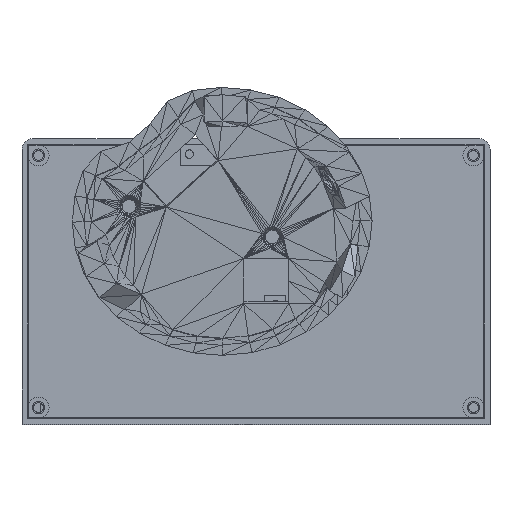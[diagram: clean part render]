
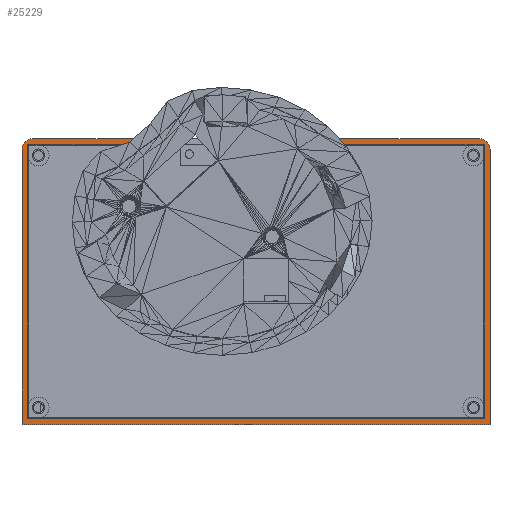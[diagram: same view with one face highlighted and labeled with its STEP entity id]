
A CAD part, top view. The second image highlights one B-rep face of the part: STEP entity #25229.
In plain terms, the highlighted planar face has unit normal (0, 0, 1).
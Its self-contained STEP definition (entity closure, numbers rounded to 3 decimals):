
#300=CIRCLE('',#27022,3.);
#301=CIRCLE('',#27023,3.);
#1912=FACE_OUTER_BOUND('',#3636,.T.);
#3636=EDGE_LOOP('',(#20762,#20763,#20764,#20765,#20766,#20767,#20768,#20769,
#20770,#20771,#20772,#20773,#20774,#20775,#20776));
#6291=LINE('',#39422,#9422);
#6483=LINE('',#40121,#9614);
#6525=LINE('',#40225,#9656);
#6532=LINE('',#40239,#9663);
#6535=LINE('',#40245,#9666);
#6539=LINE('',#40252,#9670);
#6542=LINE('',#40264,#9673);
#6543=LINE('',#40266,#9674);
#6544=LINE('',#40269,#9675);
#6545=LINE('',#40270,#9676);
#6546=LINE('',#40272,#9677);
#6547=LINE('',#40274,#9678);
#6548=LINE('',#40275,#9679);
#9422=VECTOR('',#32387,10.);
#9614=VECTOR('',#32873,10.);
#9656=VECTOR('',#32963,10.);
#9663=VECTOR('',#32972,10.);
#9666=VECTOR('',#32979,10.);
#9670=VECTOR('',#32983,10.);
#9673=VECTOR('',#32994,10.);
#9674=VECTOR('',#32995,10.);
#9675=VECTOR('',#32998,10.);
#9676=VECTOR('',#32999,10.);
#9677=VECTOR('',#33000,10.);
#9678=VECTOR('',#33001,10.);
#9679=VECTOR('',#33002,10.);
#11314=VERTEX_POINT('',#39419);
#11315=VERTEX_POINT('',#39421);
#11469=VERTEX_POINT('',#40118);
#11470=VERTEX_POINT('',#40120);
#11499=VERTEX_POINT('',#40221);
#11501=VERTEX_POINT('',#40224);
#11504=VERTEX_POINT('',#40231);
#11507=VERTEX_POINT('',#40237);
#11508=VERTEX_POINT('',#40244);
#11511=VERTEX_POINT('',#40250);
#11516=VERTEX_POINT('',#40262);
#11517=VERTEX_POINT('',#40265);
#11518=VERTEX_POINT('',#40268);
#11519=VERTEX_POINT('',#40271);
#11520=VERTEX_POINT('',#40273);
#14338=EDGE_CURVE('',#11315,#11314,#6291,.T.);
#14618=EDGE_CURVE('',#11470,#11469,#6483,.T.);
#14666=EDGE_CURVE('',#11501,#11499,#6525,.T.);
#14673=EDGE_CURVE('',#11504,#11507,#6532,.T.);
#14676=EDGE_CURVE('',#11508,#11501,#6535,.T.);
#14680=EDGE_CURVE('',#11507,#11511,#6539,.T.);
#14685=EDGE_CURVE('',#11516,#11511,#300,.T.);
#14686=EDGE_CURVE('',#11516,#11315,#6542,.T.);
#14687=EDGE_CURVE('',#11314,#11517,#6543,.T.);
#14688=EDGE_CURVE('',#11508,#11517,#301,.T.);
#14689=EDGE_CURVE('',#11499,#11518,#6544,.T.);
#14690=EDGE_CURVE('',#11518,#11470,#6545,.T.);
#14691=EDGE_CURVE('',#11469,#11519,#6546,.T.);
#14692=EDGE_CURVE('',#11519,#11520,#6547,.T.);
#14693=EDGE_CURVE('',#11520,#11504,#6548,.T.);
#20762=ORIENTED_EDGE('',*,*,#14673,.T.);
#20763=ORIENTED_EDGE('',*,*,#14680,.T.);
#20764=ORIENTED_EDGE('',*,*,#14685,.F.);
#20765=ORIENTED_EDGE('',*,*,#14686,.T.);
#20766=ORIENTED_EDGE('',*,*,#14338,.T.);
#20767=ORIENTED_EDGE('',*,*,#14687,.T.);
#20768=ORIENTED_EDGE('',*,*,#14688,.F.);
#20769=ORIENTED_EDGE('',*,*,#14676,.T.);
#20770=ORIENTED_EDGE('',*,*,#14666,.T.);
#20771=ORIENTED_EDGE('',*,*,#14689,.T.);
#20772=ORIENTED_EDGE('',*,*,#14690,.T.);
#20773=ORIENTED_EDGE('',*,*,#14618,.T.);
#20774=ORIENTED_EDGE('',*,*,#14691,.T.);
#20775=ORIENTED_EDGE('',*,*,#14692,.T.);
#20776=ORIENTED_EDGE('',*,*,#14693,.T.);
#23589=PLANE('',#27021);
#25229=ADVANCED_FACE('',(#1912),#23589,.T.);
#27021=AXIS2_PLACEMENT_3D('',#40261,#32990,#32991);
#27022=AXIS2_PLACEMENT_3D('',#40263,#32992,#32993);
#27023=AXIS2_PLACEMENT_3D('',#40267,#32996,#32997);
#32387=DIRECTION('',(1.,0.,0.));
#32873=DIRECTION('',(-1.,0.,0.));
#32963=DIRECTION('',(0.652,-0.759,0.));
#32972=DIRECTION('',(0.825,0.566,0.));
#32979=DIRECTION('',(-1.,0.,0.));
#32983=DIRECTION('',(-1.,0.,0.));
#32990=DIRECTION('center_axis',(0.,0.,1.));
#32991=DIRECTION('ref_axis',(1.,0.,0.));
#32992=DIRECTION('center_axis',(0.,0.,-1.));
#32993=DIRECTION('ref_axis',(-0.707,0.707,0.));
#32994=DIRECTION('',(0.,-1.,0.));
#32995=DIRECTION('',(0.,1.,0.));
#32996=DIRECTION('center_axis',(0.,0.,-1.));
#32997=DIRECTION('ref_axis',(0.707,0.707,0.));
#32998=DIRECTION('',(1.,0.,0.));
#32999=DIRECTION('',(0.,-1.,0.));
#33000=DIRECTION('',(0.,1.,0.));
#33001=DIRECTION('',(1.,0.,0.));
#33002=DIRECTION('',(0.964,0.266,0.));
#39419=CARTESIAN_POINT('',(66.7,-29.629,70.));
#39421=CARTESIAN_POINT('',(-66.7,-29.629,70.));
#39422=CARTESIAN_POINT('',(66.7,-29.629,70.));
#40118=CARTESIAN_POINT('',(-65.,-27.929,70.));
#40120=CARTESIAN_POINT('',(65.,-27.929,70.));
#40121=CARTESIAN_POINT('',(65.,-27.929,70.));
#40221=CARTESIAN_POINT('',(24.729,50.,70.));
#40224=CARTESIAN_POINT('',(23.269,51.7,70.));
#40225=CARTESIAN_POINT('',(27.832,46.388,70.));
#40231=CARTESIAN_POINT('',(-36.205,50.074,70.));
#40237=CARTESIAN_POINT('',(-33.835,51.7,70.));
#40239=CARTESIAN_POINT('',(-33.596,51.865,70.));
#40244=CARTESIAN_POINT('',(63.7,51.7,70.));
#40245=CARTESIAN_POINT('',(-66.7,51.7,70.));
#40250=CARTESIAN_POINT('',(-63.7,51.7,70.));
#40252=CARTESIAN_POINT('',(-66.7,51.7,70.));
#40261=CARTESIAN_POINT('Origin',(0.,11.036,70.));
#40262=CARTESIAN_POINT('',(-66.7,48.7,70.));
#40263=CARTESIAN_POINT('Origin',(-63.7,48.7,70.));
#40264=CARTESIAN_POINT('',(-66.7,-29.629,70.));
#40265=CARTESIAN_POINT('',(66.7,48.7,70.));
#40266=CARTESIAN_POINT('',(66.7,51.7,70.));
#40267=CARTESIAN_POINT('Origin',(63.7,48.7,70.));
#40268=CARTESIAN_POINT('',(65.,50.,70.));
#40269=CARTESIAN_POINT('',(-65.,50.,70.));
#40270=CARTESIAN_POINT('',(65.,50.,70.));
#40271=CARTESIAN_POINT('',(-65.,50.,70.));
#40272=CARTESIAN_POINT('',(-65.,-27.929,70.));
#40273=CARTESIAN_POINT('',(-36.473,50.,70.));
#40274=CARTESIAN_POINT('',(-65.,50.,70.));
#40275=CARTESIAN_POINT('',(-28.014,52.332,70.));
